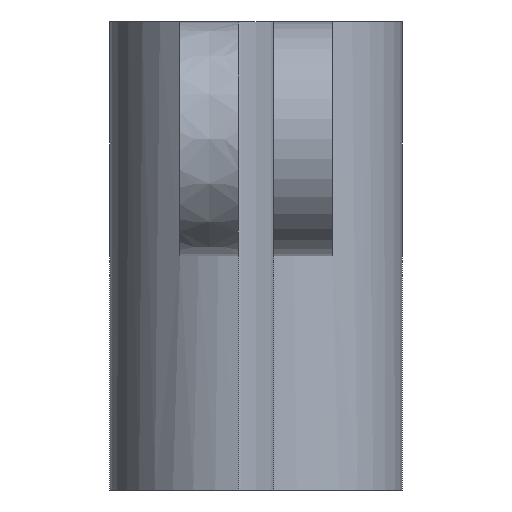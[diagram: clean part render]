
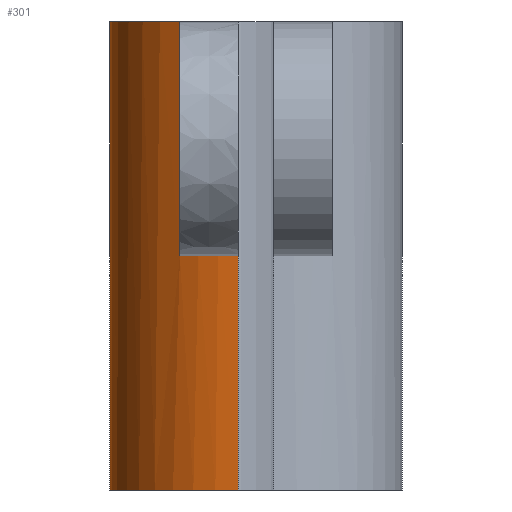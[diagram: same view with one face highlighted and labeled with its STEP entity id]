
A CAD part, front view. The second image highlights one B-rep face of the part: STEP entity #301.
In plain terms, the highlighted cylindrical face has radius 25 mm (diameter 50 mm), a partial arc.
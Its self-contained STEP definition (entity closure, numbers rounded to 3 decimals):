
#153=CARTESIAN_POINT('Vertex',(-3.,-24.819,40.)) ;
#156=CARTESIAN_POINT('Line Origine',(-3.,-24.819,20.)) ;
#160=CARTESIAN_POINT('Vertex',(-3.,-24.819,0.)) ;
#247=CARTESIAN_POINT('Vertex',(-13.,-21.354,40.)) ;
#250=CARTESIAN_POINT('Axis2P3D Location',(0.,0.,40.)) ;
#262=CARTESIAN_POINT('Axis2P3D Location',(0.,0.,40.)) ;
#267=CARTESIAN_POINT('Axis2P3D Location',(0.,0.,80.)) ;
#271=CARTESIAN_POINT('Vertex',(-25.,0.,80.)) ;
#273=CARTESIAN_POINT('Vertex',(-13.,-21.354,80.)) ;
#276=CARTESIAN_POINT('Line Origine',(-25.,0.,39.34)) ;
#280=CARTESIAN_POINT('Vertex',(-25.,0.,0.)) ;
#283=CARTESIAN_POINT('Axis2P3D Location',(0.,0.,0.)) ;
#288=CARTESIAN_POINT('Line Origine',(-13.,-21.354,39.34)) ;
#157=DIRECTION('Vector Direction',(0.,0.,-1.)) ;
#251=DIRECTION('Axis2P3D Direction',(0.,0.,-1.)) ;
#263=DIRECTION('Axis2P3D Direction',(0.,0.,1.)) ;
#264=DIRECTION('Axis2P3D XDirection',(1.,0.,0.)) ;
#268=DIRECTION('Axis2P3D Direction',(0.,0.,1.)) ;
#277=DIRECTION('Vector Direction',(0.,0.,1.)) ;
#284=DIRECTION('Axis2P3D Direction',(0.,0.,1.)) ;
#289=DIRECTION('Vector Direction',(0.,0.,1.)) ;
#252=AXIS2_PLACEMENT_3D('Circle Axis2P3D',#250,#251,$) ;
#265=AXIS2_PLACEMENT_3D('Cylinder Axis2P3D',#262,#263,#264) ;
#269=AXIS2_PLACEMENT_3D('Circle Axis2P3D',#267,#268,$) ;
#285=AXIS2_PLACEMENT_3D('Circle Axis2P3D',#283,#284,$) ;
#294=ORIENTED_EDGE('',*,*,#275,.F.) ;
#295=ORIENTED_EDGE('',*,*,#282,.F.) ;
#296=ORIENTED_EDGE('',*,*,#287,.T.) ;
#297=ORIENTED_EDGE('',*,*,#162,.F.) ;
#298=ORIENTED_EDGE('',*,*,#254,.T.) ;
#299=ORIENTED_EDGE('',*,*,#292,.T.) ;
#158=VECTOR('Line Direction',#157,1.) ;
#278=VECTOR('Line Direction',#277,1.) ;
#290=VECTOR('Line Direction',#289,1.) ;
#301=ADVANCED_FACE('',(#300),#266,.T.) ;
#253=CIRCLE('generated circle',#252,25.) ;
#270=CIRCLE('generated circle',#269,25.) ;
#286=CIRCLE('generated circle',#285,25.) ;
#266=CYLINDRICAL_SURFACE('generated cylinder',#265,25.) ;
#162=EDGE_CURVE('',#154,#161,#159,.T.) ;
#254=EDGE_CURVE('',#154,#248,#253,.T.) ;
#275=EDGE_CURVE('',#272,#274,#270,.T.) ;
#282=EDGE_CURVE('',#281,#272,#279,.T.) ;
#287=EDGE_CURVE('',#281,#161,#286,.T.) ;
#292=EDGE_CURVE('',#248,#274,#291,.T.) ;
#293=EDGE_LOOP('',(#294,#295,#296,#297,#298,#299)) ;
#300=FACE_OUTER_BOUND('',#293,.T.) ;
#159=LINE('Line',#156,#158) ;
#279=LINE('Line',#276,#278) ;
#291=LINE('Line',#288,#290) ;
#154=VERTEX_POINT('',#153) ;
#161=VERTEX_POINT('',#160) ;
#248=VERTEX_POINT('',#247) ;
#272=VERTEX_POINT('',#271) ;
#274=VERTEX_POINT('',#273) ;
#281=VERTEX_POINT('',#280) ;
